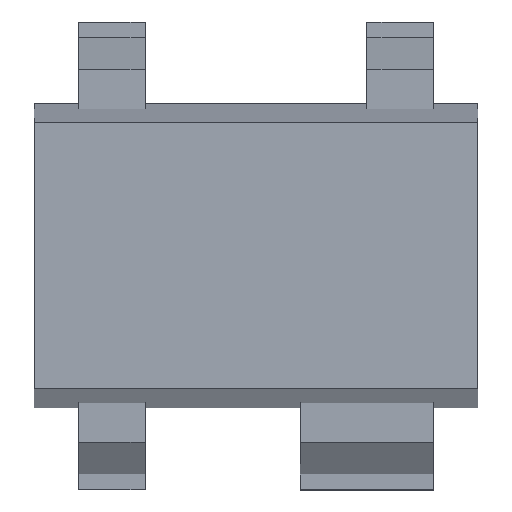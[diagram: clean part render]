
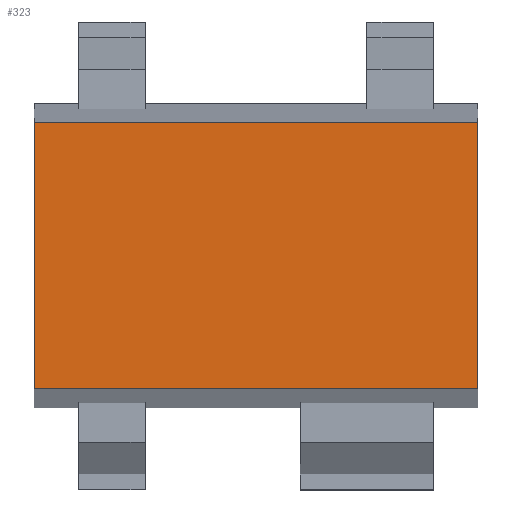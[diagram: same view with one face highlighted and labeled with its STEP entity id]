
A CAD part, top view. The second image highlights one B-rep face of the part: STEP entity #323.
In plain terms, the highlighted planar face has unit normal (0, 0, 1).
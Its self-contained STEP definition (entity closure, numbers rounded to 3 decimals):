
#106 = PLANE('',#107);
#107 = AXIS2_PLACEMENT_3D('',#108,#109,#110);
#108 = CARTESIAN_POINT('',(1.,0.,0.55));
#109 = DIRECTION('',(1.,0.,0.));
#110 = DIRECTION('',(0.,0.,1.));
#160 = PLANE('',#161);
#161 = AXIS2_PLACEMENT_3D('',#162,#163,#164);
#162 = CARTESIAN_POINT('',(-1.,0.,0.55));
#163 = DIRECTION('',(1.,0.,0.));
#164 = DIRECTION('',(0.,0.,1.));
#215 = PLANE('',#216);
#216 = AXIS2_PLACEMENT_3D('',#217,#218,#219);
#217 = CARTESIAN_POINT('',(-1.,0.686,0.55));
#218 = DIRECTION('',(0.,-0.988,-0.154)
  );
#219 = DIRECTION('',(0.,-0.154,0.988)
  );
#253 = VERTEX_POINT('',#254);
#254 = CARTESIAN_POINT('',(1.,0.6,1.1));
#275 = EDGE_CURVE('',#276,#253,#278,.T.);
#276 = VERTEX_POINT('',#277);
#277 = CARTESIAN_POINT('',(-1.,0.6,1.1));
#278 = SURFACE_CURVE('',#279,(#283,#290),.PCURVE_S1.);
#279 = LINE('',#280,#281);
#280 = CARTESIAN_POINT('',(-1.,0.6,1.1));
#281 = VECTOR('',#282,1.);
#282 = DIRECTION('',(1.,0.,0.));
#283 = PCURVE('',#215,#284);
#284 = DEFINITIONAL_REPRESENTATION('',(#285),#289);
#285 = LINE('',#286,#287);
#286 = CARTESIAN_POINT('',(0.557,0.));
#287 = VECTOR('',#288,1.);
#288 = DIRECTION('',(0.,-1.));
#289 = ( GEOMETRIC_REPRESENTATION_CONTEXT(2) 
PARAMETRIC_REPRESENTATION_CONTEXT() REPRESENTATION_CONTEXT('2D SPACE',''
  ) );
#290 = PCURVE('',#291,#296);
#291 = PLANE('',#292);
#292 = AXIS2_PLACEMENT_3D('',#293,#294,#295);
#293 = CARTESIAN_POINT('',(-1.,0.6,1.1));
#294 = DIRECTION('',(0.,0.,-1.));
#295 = DIRECTION('',(0.,-1.,0.));
#296 = DEFINITIONAL_REPRESENTATION('',(#297),#301);
#297 = LINE('',#298,#299);
#298 = CARTESIAN_POINT('',(0.,0.));
#299 = VECTOR('',#300,1.);
#300 = DIRECTION('',(0.,-1.));
#301 = ( GEOMETRIC_REPRESENTATION_CONTEXT(2) 
PARAMETRIC_REPRESENTATION_CONTEXT() REPRESENTATION_CONTEXT('2D SPACE',''
  ) );
#323 = ADVANCED_FACE('',(#324),#291,.F.);
#324 = FACE_BOUND('',#325,.F.);
#325 = EDGE_LOOP('',(#326,#327,#350,#378));
#326 = ORIENTED_EDGE('',*,*,#275,.T.);
#327 = ORIENTED_EDGE('',*,*,#328,.T.);
#328 = EDGE_CURVE('',#253,#329,#331,.T.);
#329 = VERTEX_POINT('',#330);
#330 = CARTESIAN_POINT('',(1.,-0.6,1.1));
#331 = SURFACE_CURVE('',#332,(#336,#343),.PCURVE_S1.);
#332 = LINE('',#333,#334);
#333 = CARTESIAN_POINT('',(1.,0.6,1.1));
#334 = VECTOR('',#335,1.);
#335 = DIRECTION('',(0.,-1.,0.));
#336 = PCURVE('',#291,#337);
#337 = DEFINITIONAL_REPRESENTATION('',(#338),#342);
#338 = LINE('',#339,#340);
#339 = CARTESIAN_POINT('',(0.,-2.));
#340 = VECTOR('',#341,1.);
#341 = DIRECTION('',(1.,0.));
#342 = ( GEOMETRIC_REPRESENTATION_CONTEXT(2) 
PARAMETRIC_REPRESENTATION_CONTEXT() REPRESENTATION_CONTEXT('2D SPACE',''
  ) );
#343 = PCURVE('',#106,#344);
#344 = DEFINITIONAL_REPRESENTATION('',(#345),#349);
#345 = LINE('',#346,#347);
#346 = CARTESIAN_POINT('',(0.55,-0.6));
#347 = VECTOR('',#348,1.);
#348 = DIRECTION('',(0.,1.));
#349 = ( GEOMETRIC_REPRESENTATION_CONTEXT(2) 
PARAMETRIC_REPRESENTATION_CONTEXT() REPRESENTATION_CONTEXT('2D SPACE',''
  ) );
#350 = ORIENTED_EDGE('',*,*,#351,.F.);
#351 = EDGE_CURVE('',#352,#329,#354,.T.);
#352 = VERTEX_POINT('',#353);
#353 = CARTESIAN_POINT('',(-1.,-0.6,1.1));
#354 = SURFACE_CURVE('',#355,(#359,#366),.PCURVE_S1.);
#355 = LINE('',#356,#357);
#356 = CARTESIAN_POINT('',(-1.,-0.6,1.1));
#357 = VECTOR('',#358,1.);
#358 = DIRECTION('',(1.,0.,0.));
#359 = PCURVE('',#291,#360);
#360 = DEFINITIONAL_REPRESENTATION('',(#361),#365);
#361 = LINE('',#362,#363);
#362 = CARTESIAN_POINT('',(1.2,0.));
#363 = VECTOR('',#364,1.);
#364 = DIRECTION('',(0.,-1.));
#365 = ( GEOMETRIC_REPRESENTATION_CONTEXT(2) 
PARAMETRIC_REPRESENTATION_CONTEXT() REPRESENTATION_CONTEXT('2D SPACE',''
  ) );
#366 = PCURVE('',#367,#372);
#367 = PLANE('',#368);
#368 = AXIS2_PLACEMENT_3D('',#369,#370,#371);
#369 = CARTESIAN_POINT('',(-1.,-0.6,1.1));
#370 = DIRECTION('',(0.,0.988,-0.154)
  );
#371 = DIRECTION('',(0.,-0.154,-0.988)
  );
#372 = DEFINITIONAL_REPRESENTATION('',(#373),#377);
#373 = LINE('',#374,#375);
#374 = CARTESIAN_POINT('',(0.,0.));
#375 = VECTOR('',#376,1.);
#376 = DIRECTION('',(0.,-1.));
#377 = ( GEOMETRIC_REPRESENTATION_CONTEXT(2) 
PARAMETRIC_REPRESENTATION_CONTEXT() REPRESENTATION_CONTEXT('2D SPACE',''
  ) );
#378 = ORIENTED_EDGE('',*,*,#379,.F.);
#379 = EDGE_CURVE('',#276,#352,#380,.T.);
#380 = SURFACE_CURVE('',#381,(#385,#392),.PCURVE_S1.);
#381 = LINE('',#382,#383);
#382 = CARTESIAN_POINT('',(-1.,0.6,1.1));
#383 = VECTOR('',#384,1.);
#384 = DIRECTION('',(0.,-1.,0.));
#385 = PCURVE('',#291,#386);
#386 = DEFINITIONAL_REPRESENTATION('',(#387),#391);
#387 = LINE('',#388,#389);
#388 = CARTESIAN_POINT('',(0.,0.));
#389 = VECTOR('',#390,1.);
#390 = DIRECTION('',(1.,0.));
#391 = ( GEOMETRIC_REPRESENTATION_CONTEXT(2) 
PARAMETRIC_REPRESENTATION_CONTEXT() REPRESENTATION_CONTEXT('2D SPACE',''
  ) );
#392 = PCURVE('',#160,#393);
#393 = DEFINITIONAL_REPRESENTATION('',(#394),#398);
#394 = LINE('',#395,#396);
#395 = CARTESIAN_POINT('',(0.55,-0.6));
#396 = VECTOR('',#397,1.);
#397 = DIRECTION('',(0.,1.));
#398 = ( GEOMETRIC_REPRESENTATION_CONTEXT(2) 
PARAMETRIC_REPRESENTATION_CONTEXT() REPRESENTATION_CONTEXT('2D SPACE',''
  ) );
